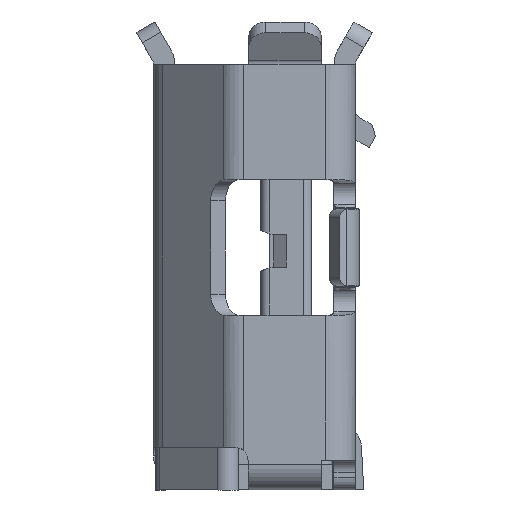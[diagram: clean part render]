
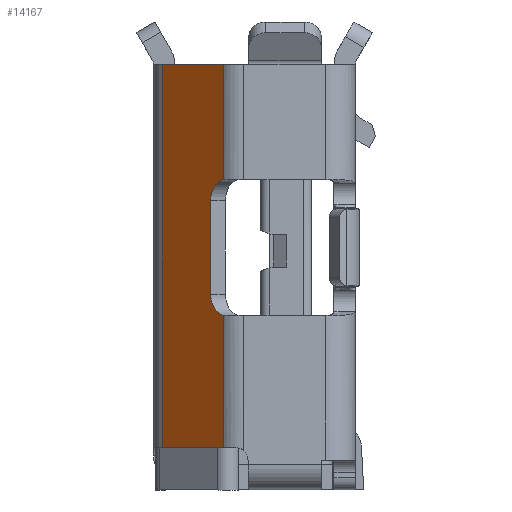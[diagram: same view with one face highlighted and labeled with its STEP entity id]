
A CAD part, left-side view. The second image highlights one B-rep face of the part: STEP entity #14167.
In plain terms, the highlighted face is planar.
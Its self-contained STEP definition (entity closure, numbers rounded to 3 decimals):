
#382=CIRCLE('',#14842,0.25);
#501=CIRCLE('',#15054,0.25);
#1771=ORIENTED_EDGE('',*,*,#5686,.F.);
#1772=ORIENTED_EDGE('',*,*,#5643,.T.);
#1773=ORIENTED_EDGE('',*,*,#5056,.T.);
#1774=ORIENTED_EDGE('',*,*,#5083,.T.);
#1775=ORIENTED_EDGE('',*,*,#5509,.T.);
#1776=ORIENTED_EDGE('',*,*,#5530,.T.);
#1777=ORIENTED_EDGE('',*,*,#5687,.T.);
#1778=ORIENTED_EDGE('',*,*,#5621,.T.);
#5056=EDGE_CURVE('',#7191,#7190,#8559,.T.);
#5083=EDGE_CURVE('',#7190,#7216,#382,.T.);
#5509=EDGE_CURVE('',#7216,#7536,#8859,.T.);
#5530=EDGE_CURVE('',#7536,#7545,#501,.T.);
#5621=EDGE_CURVE('',#7580,#7579,#8942,.T.);
#5643=EDGE_CURVE('',#7586,#7191,#8960,.T.);
#5686=EDGE_CURVE('',#7586,#7579,#8992,.T.);
#5687=EDGE_CURVE('',#7545,#7580,#8993,.T.);
#7190=VERTEX_POINT('',#19981);
#7191=VERTEX_POINT('',#19983);
#7216=VERTEX_POINT('',#20048);
#7536=VERTEX_POINT('',#21129);
#7545=VERTEX_POINT('',#21166);
#7579=VERTEX_POINT('',#21375);
#7580=VERTEX_POINT('',#21377);
#7586=VERTEX_POINT('',#21488);
#8559=LINE('',#19982,#10234);
#8859=LINE('',#21130,#10534);
#8942=LINE('',#21376,#10617);
#8960=LINE('',#21487,#10635);
#8992=LINE('',#21710,#10667);
#8993=LINE('',#21711,#10668);
#10234=VECTOR('',#16002,1000.);
#10534=VECTOR('',#16732,1000.);
#10617=VECTOR('',#16959,1000.);
#10635=VECTOR('',#17003,1000.);
#10667=VECTOR('',#17089,1000.);
#10668=VECTOR('',#17090,1000.);
#12082=EDGE_LOOP('',(#1771,#1772,#1773,#1774,#1775,#1776,#1777,#1778));
#12866=FACE_BOUND('',#12082,.T.);
#13570=PLANE('',#15156);
#14167=ADVANCED_FACE('',(#12866),#13570,.T.);
#14842=AXIS2_PLACEMENT_3D('',#20049,#16043,#16044);
#15054=AXIS2_PLACEMENT_3D('',#21165,#16768,#16769);
#15156=AXIS2_PLACEMENT_3D('',#21709,#17087,#17088);
#16002=DIRECTION('',(1.,0.,0.));
#16043=DIRECTION('',(0.,0.698,0.716));
#16044=DIRECTION('',(0.,-0.716,0.698));
#16732=DIRECTION('',(1.,0.,0.));
#16768=DIRECTION('',(0.,0.698,0.716));
#16769=DIRECTION('',(0.,-0.716,0.698));
#16959=DIRECTION('',(0.,-0.716,0.698));
#17003=DIRECTION('',(0.,0.716,-0.698));
#17087=DIRECTION('',(0.,-0.698,-0.716));
#17088=DIRECTION('',(0.,-0.716,0.698));
#17089=DIRECTION('',(1.,0.,0.));
#17090=DIRECTION('',(1.,0.,0.));
#19981=CARTESIAN_POINT('',(2.056,0.229,-2.644));
#19982=CARTESIAN_POINT('',(0.,0.229,-2.644));
#19983=CARTESIAN_POINT('',(0.5,0.229,-2.644));
#20048=CARTESIAN_POINT('',(2.302,0.083,-2.502));
#20049=CARTESIAN_POINT('',(2.302,0.262,-2.676));
#21129=CARTESIAN_POINT('',(3.398,0.083,-2.502));
#21130=CARTESIAN_POINT('',(0.,0.083,-2.502));
#21165=CARTESIAN_POINT('',(3.398,0.262,-2.676));
#21166=CARTESIAN_POINT('',(3.644,0.229,-2.644));
#21375=CARTESIAN_POINT('',(5.,-0.482,-1.952));
#21376=CARTESIAN_POINT('',(5.,-0.482,-1.952));
#21377=CARTESIAN_POINT('',(5.,0.229,-2.644));
#21487=CARTESIAN_POINT('',(0.5,-0.482,-1.952));
#21488=CARTESIAN_POINT('',(0.5,-0.482,-1.952));
#21709=CARTESIAN_POINT('',(0.,-0.482,-1.952));
#21710=CARTESIAN_POINT('',(0.,-0.482,-1.952));
#21711=CARTESIAN_POINT('',(0.,0.229,-2.644));
